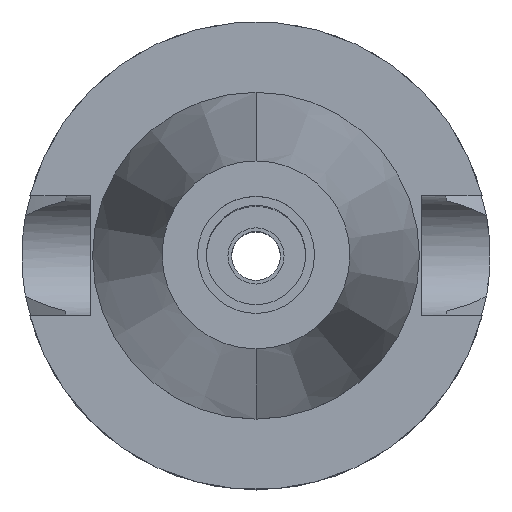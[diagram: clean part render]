
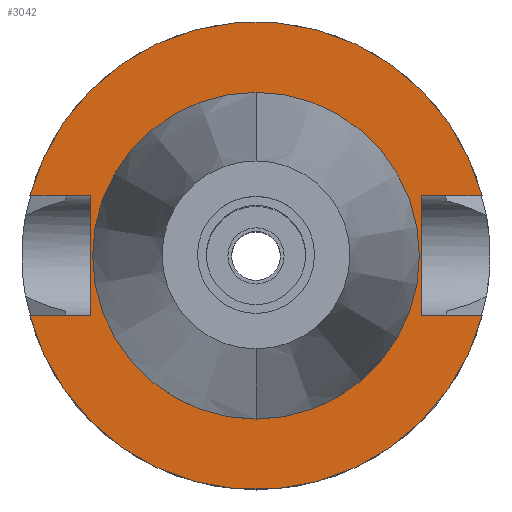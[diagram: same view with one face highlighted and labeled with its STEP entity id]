
A CAD part, top view. The second image highlights one B-rep face of the part: STEP entity #3042.
In plain terms, the highlighted planar face has unit normal (0, 0, 1).
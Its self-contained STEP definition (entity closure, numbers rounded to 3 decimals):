
#7 = EDGE_CURVE ( 'NONE', #1687, #2791, #1765, .T. ) ;
#13 = DIRECTION ( 'NONE',  ( -1., 0., 0. ) ) ;
#74 = CARTESIAN_POINT ( 'NONE',  ( 0., 0., -3. ) ) ;
#76 = CARTESIAN_POINT ( 'NONE',  ( 35.4, -12.85, -3. ) ) ;
#121 = FACE_BOUND ( 'NONE', #1556, .T. ) ;
#305 = DIRECTION ( 'NONE',  ( 0., 0., -1. ) ) ;
#372 = LINE ( 'NONE', #2622, #1409 ) ;
#376 = CARTESIAN_POINT ( 'NONE',  ( 0., 0., -3. ) ) ;
#478 = ORIENTED_EDGE ( 'NONE', *, *, #3036, .F. ) ;
#513 = VERTEX_POINT ( 'NONE', #1628 ) ;
#559 = CARTESIAN_POINT ( 'NONE',  ( 0., 0., -3. ) ) ;
#573 = ORIENTED_EDGE ( 'NONE', *, *, #3290, .F. ) ;
#577 = CIRCLE ( 'NONE', #3431, 50. ) ;
#584 = EDGE_CURVE ( 'NONE', #1595, #3279, #3111, .T. ) ;
#625 = DIRECTION ( 'NONE',  ( 0., -1., 0. ) ) ;
#632 = DIRECTION ( 'NONE',  ( 0., 1., 0. ) ) ;
#646 = DIRECTION ( 'NONE',  ( 1., 0., 0. ) ) ;
#758 = DIRECTION ( 'NONE',  ( 0., 1., 0. ) ) ;
#817 = AXIS2_PLACEMENT_3D ( 'NONE', #74, #3458, #2085 ) ;
#861 = CARTESIAN_POINT ( 'NONE',  ( -48.321, 12.85, -3. ) ) ;
#880 = CARTESIAN_POINT ( 'NONE',  ( 0., -34.925, -3. ) ) ;
#934 = CARTESIAN_POINT ( 'NONE',  ( 48.321, -12.85, -3. ) ) ;
#947 = EDGE_CURVE ( 'NONE', #2468, #1876, #3364, .T. ) ;
#993 = AXIS2_PLACEMENT_3D ( 'NONE', #376, #2942, #625 ) ;
#1009 = ORIENTED_EDGE ( 'NONE', *, *, #3200, .T. ) ;
#1049 = CARTESIAN_POINT ( 'NONE',  ( -35.4, 12.85, -3. ) ) ;
#1055 = VERTEX_POINT ( 'NONE', #2408 ) ;
#1100 = VECTOR ( 'NONE', #1387, 1000. ) ;
#1118 = ORIENTED_EDGE ( 'NONE', *, *, #3495, .F. ) ;
#1232 = VECTOR ( 'NONE', #1326, 1000. ) ;
#1249 = ORIENTED_EDGE ( 'NONE', *, *, #1771, .F. ) ;
#1326 = DIRECTION ( 'NONE',  ( 0., -1., 0. ) ) ;
#1379 = VERTEX_POINT ( 'NONE', #2465 ) ;
#1387 = DIRECTION ( 'NONE',  ( 1., 0., 0. ) ) ;
#1409 = VECTOR ( 'NONE', #1849, 1000. ) ;
#1432 = CARTESIAN_POINT ( 'NONE',  ( 0., 34.925, -3. ) ) ;
#1434 = DIRECTION ( 'NONE',  ( 0., 1., 0. ) ) ;
#1481 = CARTESIAN_POINT ( 'NONE',  ( 0., 0., -3. ) ) ;
#1532 = FACE_OUTER_BOUND ( 'NONE', #1653, .T. ) ;
#1556 = EDGE_LOOP ( 'NONE', ( #1917, #478 ) ) ;
#1595 = VERTEX_POINT ( 'NONE', #76 ) ;
#1604 = CARTESIAN_POINT ( 'NONE',  ( 35.4, 12.85, -3. ) ) ;
#1615 = ORIENTED_EDGE ( 'NONE', *, *, #1835, .F. ) ;
#1628 = CARTESIAN_POINT ( 'NONE',  ( -35.4, -12.85, -3. ) ) ;
#1652 = ORIENTED_EDGE ( 'NONE', *, *, #1988, .T. ) ;
#1653 = EDGE_LOOP ( 'NONE', ( #1009, #1615, #3103, #573, #1652, #1118, #3052, #1249 ) ) ;
#1667 = VECTOR ( 'NONE', #646, 1000. ) ;
#1681 = CARTESIAN_POINT ( 'NONE',  ( 48.321, 12.85, -3. ) ) ;
#1687 = VERTEX_POINT ( 'NONE', #1049 ) ;
#1749 = CARTESIAN_POINT ( 'NONE',  ( 0., 0., -3. ) ) ;
#1765 = LINE ( 'NONE', #2280, #2579 ) ;
#1771 = EDGE_CURVE ( 'NONE', #513, #1687, #3303, .T. ) ;
#1784 = CARTESIAN_POINT ( 'NONE',  ( 35.4, 12.85, -3. ) ) ;
#1818 = AXIS2_PLACEMENT_3D ( 'NONE', #1749, #1998, #632 ) ;
#1835 = EDGE_CURVE ( 'NONE', #3279, #1055, #3448, .T. ) ;
#1849 = DIRECTION ( 'NONE',  ( -1., 0., 0. ) ) ;
#1876 = VERTEX_POINT ( 'NONE', #880 ) ;
#1900 = VERTEX_POINT ( 'NONE', #1681 ) ;
#1917 = ORIENTED_EDGE ( 'NONE', *, *, #947, .F. ) ;
#1988 = EDGE_CURVE ( 'NONE', #1379, #1900, #2907, .T. ) ;
#1998 = DIRECTION ( 'NONE',  ( 0., 0., 1. ) ) ;
#2085 = DIRECTION ( 'NONE',  ( 0., -1., 0. ) ) ;
#2280 = CARTESIAN_POINT ( 'NONE',  ( -35.4, 12.85, -3. ) ) ;
#2408 = CARTESIAN_POINT ( 'NONE',  ( -48.321, -12.85, -3. ) ) ;
#2415 = CIRCLE ( 'NONE', #993, 34.925 ) ;
#2465 = CARTESIAN_POINT ( 'NONE',  ( 35.4, 12.85, -3. ) ) ;
#2468 = VERTEX_POINT ( 'NONE', #1432 ) ;
#2551 = CARTESIAN_POINT ( 'NONE',  ( 35.4, -12.85, -3. ) ) ;
#2553 = DIRECTION ( 'NONE',  ( 0., -1., 0. ) ) ;
#2579 = VECTOR ( 'NONE', #13, 1000. ) ;
#2622 = CARTESIAN_POINT ( 'NONE',  ( -35.4, -12.85, -3. ) ) ;
#2791 = VERTEX_POINT ( 'NONE', #861 ) ;
#2824 = DIRECTION ( 'NONE',  ( 0., 0., -1. ) ) ;
#2907 = LINE ( 'NONE', #1784, #1667 ) ;
#2942 = DIRECTION ( 'NONE',  ( 0., 0., 1. ) ) ;
#3036 = EDGE_CURVE ( 'NONE', #1876, #2468, #2415, .T. ) ;
#3042 = ADVANCED_FACE ( 'NONE', ( #1532, #121 ), #3188, .F. ) ;
#3052 = ORIENTED_EDGE ( 'NONE', *, *, #7, .F. ) ;
#3087 = VECTOR ( 'NONE', #758, 1000. ) ;
#3103 = ORIENTED_EDGE ( 'NONE', *, *, #584, .F. ) ;
#3111 = LINE ( 'NONE', #2551, #1100 ) ;
#3188 = PLANE ( 'NONE',  #817 ) ;
#3200 = EDGE_CURVE ( 'NONE', #513, #1055, #372, .T. ) ;
#3279 = VERTEX_POINT ( 'NONE', #934 ) ;
#3290 = EDGE_CURVE ( 'NONE', #1379, #1595, #3616, .T. ) ;
#3303 = LINE ( 'NONE', #3342, #3087 ) ;
#3342 = CARTESIAN_POINT ( 'NONE',  ( -35.4, -12.85, -3. ) ) ;
#3364 = CIRCLE ( 'NONE', #1818, 34.925 ) ;
#3431 = AXIS2_PLACEMENT_3D ( 'NONE', #559, #2824, #1434 ) ;
#3448 = CIRCLE ( 'NONE', #3565, 50. ) ;
#3458 = DIRECTION ( 'NONE',  ( 0., 0., -1. ) ) ;
#3495 = EDGE_CURVE ( 'NONE', #2791, #1900, #577, .T. ) ;
#3565 = AXIS2_PLACEMENT_3D ( 'NONE', #1481, #305, #2553 ) ;
#3616 = LINE ( 'NONE', #1604, #1232 ) ;
